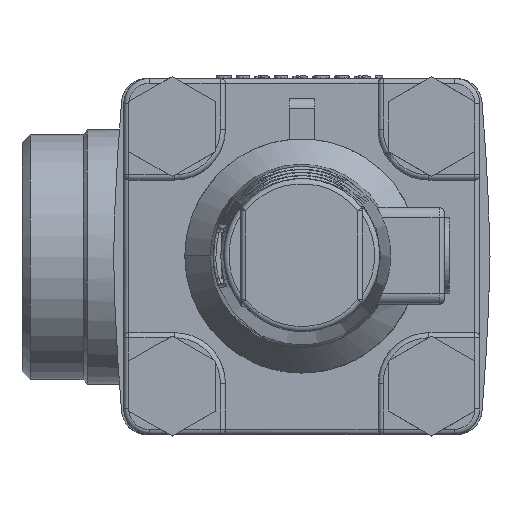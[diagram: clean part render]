
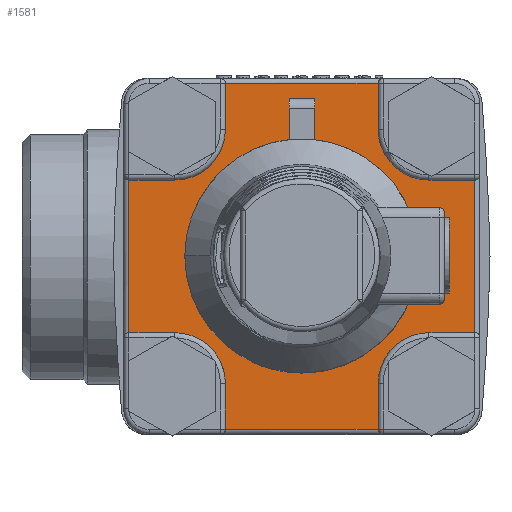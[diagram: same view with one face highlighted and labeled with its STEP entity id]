
A CAD part, top view. The second image highlights one B-rep face of the part: STEP entity #1581.
In plain terms, the highlighted planar face has unit normal (0, 0, 1).
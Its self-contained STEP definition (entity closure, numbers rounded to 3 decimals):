
#1111=CARTESIAN_POINT('',(34.,-15.,75.));
#1112=VERTEX_POINT('',#1111);
#1119=CARTESIAN_POINT('',(25.,-15.,75.));
#1120=VERTEX_POINT('',#1119);
#1121=CARTESIAN_POINT('',(25.,-15.,75.));
#1122=DIRECTION('',(1.,-0.,-0.));
#1123=VECTOR('',#1122,9.);
#1124=LINE('',#1121,#1123);
#1125=EDGE_CURVE('',#1120,#1112,#1124,.T.);
#1141=CARTESIAN_POINT('',(34.,15.,75.));
#1142=VERTEX_POINT('',#1141);
#1143=CARTESIAN_POINT('',(25.,15.,75.));
#1144=VERTEX_POINT('',#1143);
#1145=CARTESIAN_POINT('',(34.,15.,75.));
#1146=DIRECTION('',(-1.,0.,0.));
#1147=VECTOR('',#1146,9.);
#1148=LINE('',#1145,#1147);
#1149=EDGE_CURVE('',#1142,#1144,#1148,.T.);
#1191=CARTESIAN_POINT('',(15.,25.,75.));
#1192=VERTEX_POINT('',#1191);
#1199=CARTESIAN_POINT('',(25.,25.,75.));
#1200=DIRECTION('',(-0.,-0.,-1.));
#1201=DIRECTION('',(1.,0.,-0.));
#1202=AXIS2_PLACEMENT_3D('',#1199,#1200,#1201);
#1203=CIRCLE('',#1202,10.);
#1204=EDGE_CURVE('',#1144,#1192,#1203,.T.);
#1222=CARTESIAN_POINT('',(15.,34.,75.));
#1223=VERTEX_POINT('',#1222);
#1230=CARTESIAN_POINT('',(15.,25.,75.));
#1231=DIRECTION('',(-0.,1.,-0.));
#1232=VECTOR('',#1231,9.);
#1233=LINE('',#1230,#1232);
#1234=EDGE_CURVE('',#1192,#1223,#1233,.T.);
#1245=CARTESIAN_POINT('',(-15.,34.,75.));
#1246=VERTEX_POINT('',#1245);
#1247=CARTESIAN_POINT('',(-15.,25.,75.));
#1248=VERTEX_POINT('',#1247);
#1249=CARTESIAN_POINT('',(-15.,34.,75.));
#1250=DIRECTION('',(0.,-1.,0.));
#1251=VECTOR('',#1250,9.);
#1252=LINE('',#1249,#1251);
#1253=EDGE_CURVE('',#1246,#1248,#1252,.T.);
#1285=CARTESIAN_POINT('',(-25.,15.,75.));
#1286=VERTEX_POINT('',#1285);
#1293=CARTESIAN_POINT('',(-25.,25.,75.));
#1294=DIRECTION('',(-0.,-0.,-1.));
#1295=DIRECTION('',(1.,0.,-0.));
#1296=AXIS2_PLACEMENT_3D('',#1293,#1294,#1295);
#1297=CIRCLE('',#1296,10.);
#1298=EDGE_CURVE('',#1248,#1286,#1297,.T.);
#1316=CARTESIAN_POINT('',(-34.,15.,75.));
#1317=VERTEX_POINT('',#1316);
#1324=CARTESIAN_POINT('',(-25.,15.,75.));
#1325=DIRECTION('',(-1.,0.,0.));
#1326=VECTOR('',#1325,9.);
#1327=LINE('',#1324,#1326);
#1328=EDGE_CURVE('',#1286,#1317,#1327,.T.);
#1339=CARTESIAN_POINT('',(-34.,-15.,75.));
#1340=VERTEX_POINT('',#1339);
#1341=CARTESIAN_POINT('',(-25.,-15.,75.));
#1342=VERTEX_POINT('',#1341);
#1343=CARTESIAN_POINT('',(-34.,-15.,75.));
#1344=DIRECTION('',(1.,-0.,-0.));
#1345=VECTOR('',#1344,9.);
#1346=LINE('',#1343,#1345);
#1347=EDGE_CURVE('',#1340,#1342,#1346,.T.);
#1389=CARTESIAN_POINT('',(-15.,-25.,75.));
#1390=VERTEX_POINT('',#1389);
#1397=CARTESIAN_POINT('',(-25.,-25.,75.));
#1398=DIRECTION('',(-0.,-0.,-1.));
#1399=DIRECTION('',(1.,0.,-0.));
#1400=AXIS2_PLACEMENT_3D('',#1397,#1398,#1399);
#1401=CIRCLE('',#1400,10.);
#1402=EDGE_CURVE('',#1342,#1390,#1401,.T.);
#1420=CARTESIAN_POINT('',(-15.,-34.,75.));
#1421=VERTEX_POINT('',#1420);
#1428=CARTESIAN_POINT('',(-15.,-25.,75.));
#1429=DIRECTION('',(0.,-1.,0.));
#1430=VECTOR('',#1429,9.);
#1431=LINE('',#1428,#1430);
#1432=EDGE_CURVE('',#1390,#1421,#1431,.T.);
#1443=CARTESIAN_POINT('',(15.,-34.,75.));
#1444=VERTEX_POINT('',#1443);
#1445=CARTESIAN_POINT('',(15.,-25.,75.));
#1446=VERTEX_POINT('',#1445);
#1447=CARTESIAN_POINT('',(15.,-34.,75.));
#1448=DIRECTION('',(-0.,1.,-0.));
#1449=VECTOR('',#1448,9.);
#1450=LINE('',#1447,#1449);
#1451=EDGE_CURVE('',#1444,#1446,#1450,.T.);
#1484=CARTESIAN_POINT('',(25.,-25.,75.));
#1485=DIRECTION('',(-0.,-0.,-1.));
#1486=DIRECTION('',(1.,0.,-0.));
#1487=AXIS2_PLACEMENT_3D('',#1484,#1485,#1486);
#1488=CIRCLE('',#1487,10.);
#1489=EDGE_CURVE('',#1446,#1120,#1488,.T.);
#1527=CARTESIAN_POINT('',(0.,0.,75.));
#1528=DIRECTION('',(0.,0.,1.));
#1529=DIRECTION('',(-1.,0.,0.));
#1530=AXIS2_PLACEMENT_3D('',#1527,#1528,#1529);
#1531=PLANE('',#1530);
#1532=CARTESIAN_POINT('',(22.,-0.,75.));
#1533=VERTEX_POINT('',#1532);
#1534=CARTESIAN_POINT('',(0.,0.,75.));
#1535=DIRECTION('',(-0.,-0.,-1.));
#1536=DIRECTION('',(1.,0.,-0.));
#1537=AXIS2_PLACEMENT_3D('',#1534,#1535,#1536);
#1538=CIRCLE('',#1537,22.);
#1539=EDGE_CURVE('',#1533,#1533,#1538,.T.);
#1540=ORIENTED_EDGE('',*,*,#1539,.T.);
#1541=EDGE_LOOP('',(#1540));
#1542=FACE_BOUND('',#1541,.T.);
#1543=ORIENTED_EDGE('',*,*,#1328,.T.);
#1544=CARTESIAN_POINT('',(-34.,15.,75.));
#1545=DIRECTION('',(0.,-1.,0.));
#1546=VECTOR('',#1545,30.);
#1547=LINE('',#1544,#1546);
#1548=EDGE_CURVE('',#1317,#1340,#1547,.T.);
#1549=ORIENTED_EDGE('',*,*,#1548,.T.);
#1550=ORIENTED_EDGE('',*,*,#1347,.T.);
#1551=ORIENTED_EDGE('',*,*,#1402,.T.);
#1552=ORIENTED_EDGE('',*,*,#1432,.T.);
#1553=CARTESIAN_POINT('',(-15.,-34.,75.));
#1554=DIRECTION('',(1.,-0.,-0.));
#1555=VECTOR('',#1554,30.);
#1556=LINE('',#1553,#1555);
#1557=EDGE_CURVE('',#1421,#1444,#1556,.T.);
#1558=ORIENTED_EDGE('',*,*,#1557,.T.);
#1559=ORIENTED_EDGE('',*,*,#1451,.T.);
#1560=ORIENTED_EDGE('',*,*,#1489,.T.);
#1561=ORIENTED_EDGE('',*,*,#1125,.T.);
#1562=CARTESIAN_POINT('',(34.,-15.,75.));
#1563=DIRECTION('',(-0.,1.,-0.));
#1564=VECTOR('',#1563,30.);
#1565=LINE('',#1562,#1564);
#1566=EDGE_CURVE('',#1112,#1142,#1565,.T.);
#1567=ORIENTED_EDGE('',*,*,#1566,.T.);
#1568=ORIENTED_EDGE('',*,*,#1149,.T.);
#1569=ORIENTED_EDGE('',*,*,#1204,.T.);
#1570=ORIENTED_EDGE('',*,*,#1234,.T.);
#1571=CARTESIAN_POINT('',(15.,34.,75.));
#1572=DIRECTION('',(-1.,0.,0.));
#1573=VECTOR('',#1572,30.);
#1574=LINE('',#1571,#1573);
#1575=EDGE_CURVE('',#1223,#1246,#1574,.T.);
#1576=ORIENTED_EDGE('',*,*,#1575,.T.);
#1577=ORIENTED_EDGE('',*,*,#1253,.T.);
#1578=ORIENTED_EDGE('',*,*,#1298,.T.);
#1579=EDGE_LOOP('',(#1543,#1549,#1550,#1551,#1552,#1558,#1559,#1560,#1561,#1567,#1568,#1569,#1570,#1576,#1577,#1578));
#1580=FACE_BOUND('',#1579,.T.);
#1581=ADVANCED_FACE('',(#1542,#1580),#1531,.T.);
